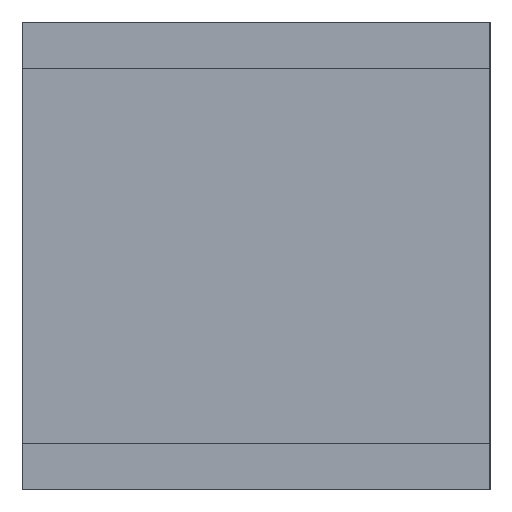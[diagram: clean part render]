
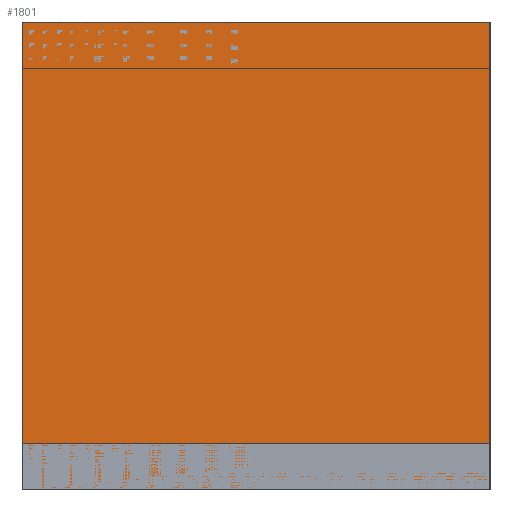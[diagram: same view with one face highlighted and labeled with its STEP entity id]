
A CAD part, left-side view. The second image highlights one B-rep face of the part: STEP entity #1801.
In plain terms, the highlighted planar face has unit normal (-1, 0, 0).
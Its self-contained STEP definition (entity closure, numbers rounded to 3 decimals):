
#1801 = ADVANCED_FACE('',(#1802),#1816,.F.);
#1802 = FACE_BOUND('',#1803,.F.);
#1803 = EDGE_LOOP('',(#1804,#1839,#1867,#1895));
#1804 = ORIENTED_EDGE('',*,*,#1805,.F.);
#1805 = EDGE_CURVE('',#1806,#1808,#1810,.T.);
#1806 = VERTEX_POINT('',#1807);
#1807 = CARTESIAN_POINT('',(0.,0.,0.));
#1808 = VERTEX_POINT('',#1809);
#1809 = CARTESIAN_POINT('',(0.,0.,0.5));
#1810 = SURFACE_CURVE('',#1811,(#1815,#1827),.PCURVE_S1.);
#1811 = LINE('',#1812,#1813);
#1812 = CARTESIAN_POINT('',(0.,0.,0.));
#1813 = VECTOR('',#1814,1.);
#1814 = DIRECTION('',(0.,0.,1.));
#1815 = PCURVE('',#1816,#1821);
#1816 = PLANE('',#1817);
#1817 = AXIS2_PLACEMENT_3D('',#1818,#1819,#1820);
#1818 = CARTESIAN_POINT('',(0.,0.,0.));
#1819 = DIRECTION('',(1.,0.,-0.));
#1820 = DIRECTION('',(0.,0.,1.));
#1821 = DEFINITIONAL_REPRESENTATION('',(#1822),#1826);
#1822 = LINE('',#1823,#1824);
#1823 = CARTESIAN_POINT('',(0.,0.));
#1824 = VECTOR('',#1825,1.);
#1825 = DIRECTION('',(1.,0.));
#1826 = ( GEOMETRIC_REPRESENTATION_CONTEXT(2) 
PARAMETRIC_REPRESENTATION_CONTEXT() REPRESENTATION_CONTEXT('2D SPACE',''
  ) );
#1827 = PCURVE('',#1828,#1833);
#1828 = PLANE('',#1829);
#1829 = AXIS2_PLACEMENT_3D('',#1830,#1831,#1832);
#1830 = CARTESIAN_POINT('',(0.,0.,0.));
#1831 = DIRECTION('',(-0.,1.,0.));
#1832 = DIRECTION('',(0.,0.,1.));
#1833 = DEFINITIONAL_REPRESENTATION('',(#1834),#1838);
#1834 = LINE('',#1835,#1836);
#1835 = CARTESIAN_POINT('',(0.,0.));
#1836 = VECTOR('',#1837,1.);
#1837 = DIRECTION('',(1.,0.));
#1838 = ( GEOMETRIC_REPRESENTATION_CONTEXT(2) 
PARAMETRIC_REPRESENTATION_CONTEXT() REPRESENTATION_CONTEXT('2D SPACE',''
  ) );
#1839 = ORIENTED_EDGE('',*,*,#1840,.T.);
#1840 = EDGE_CURVE('',#1806,#1841,#1843,.T.);
#1841 = VERTEX_POINT('',#1842);
#1842 = CARTESIAN_POINT('',(0.,0.5,0.));
#1843 = SURFACE_CURVE('',#1844,(#1848,#1855),.PCURVE_S1.);
#1844 = LINE('',#1845,#1846);
#1845 = CARTESIAN_POINT('',(0.,0.,0.));
#1846 = VECTOR('',#1847,1.);
#1847 = DIRECTION('',(-0.,1.,0.));
#1848 = PCURVE('',#1816,#1849);
#1849 = DEFINITIONAL_REPRESENTATION('',(#1850),#1854);
#1850 = LINE('',#1851,#1852);
#1851 = CARTESIAN_POINT('',(0.,0.));
#1852 = VECTOR('',#1853,1.);
#1853 = DIRECTION('',(0.,-1.));
#1854 = ( GEOMETRIC_REPRESENTATION_CONTEXT(2) 
PARAMETRIC_REPRESENTATION_CONTEXT() REPRESENTATION_CONTEXT('2D SPACE',''
  ) );
#1855 = PCURVE('',#1856,#1861);
#1856 = PLANE('',#1857);
#1857 = AXIS2_PLACEMENT_3D('',#1858,#1859,#1860);
#1858 = CARTESIAN_POINT('',(0.,0.,0.));
#1859 = DIRECTION('',(0.,0.,1.));
#1860 = DIRECTION('',(1.,0.,-0.));
#1861 = DEFINITIONAL_REPRESENTATION('',(#1862),#1866);
#1862 = LINE('',#1863,#1864);
#1863 = CARTESIAN_POINT('',(0.,0.));
#1864 = VECTOR('',#1865,1.);
#1865 = DIRECTION('',(0.,1.));
#1866 = ( GEOMETRIC_REPRESENTATION_CONTEXT(2) 
PARAMETRIC_REPRESENTATION_CONTEXT() REPRESENTATION_CONTEXT('2D SPACE',''
  ) );
#1867 = ORIENTED_EDGE('',*,*,#1868,.T.);
#1868 = EDGE_CURVE('',#1841,#1869,#1871,.T.);
#1869 = VERTEX_POINT('',#1870);
#1870 = CARTESIAN_POINT('',(0.,0.5,0.5));
#1871 = SURFACE_CURVE('',#1872,(#1876,#1883),.PCURVE_S1.);
#1872 = LINE('',#1873,#1874);
#1873 = CARTESIAN_POINT('',(0.,0.5,0.));
#1874 = VECTOR('',#1875,1.);
#1875 = DIRECTION('',(0.,0.,1.));
#1876 = PCURVE('',#1816,#1877);
#1877 = DEFINITIONAL_REPRESENTATION('',(#1878),#1882);
#1878 = LINE('',#1879,#1880);
#1879 = CARTESIAN_POINT('',(0.,-0.5));
#1880 = VECTOR('',#1881,1.);
#1881 = DIRECTION('',(1.,0.));
#1882 = ( GEOMETRIC_REPRESENTATION_CONTEXT(2) 
PARAMETRIC_REPRESENTATION_CONTEXT() REPRESENTATION_CONTEXT('2D SPACE',''
  ) );
#1883 = PCURVE('',#1884,#1889);
#1884 = PLANE('',#1885);
#1885 = AXIS2_PLACEMENT_3D('',#1886,#1887,#1888);
#1886 = CARTESIAN_POINT('',(0.,0.5,0.));
#1887 = DIRECTION('',(-0.,1.,0.));
#1888 = DIRECTION('',(0.,0.,1.));
#1889 = DEFINITIONAL_REPRESENTATION('',(#1890),#1894);
#1890 = LINE('',#1891,#1892);
#1891 = CARTESIAN_POINT('',(0.,0.));
#1892 = VECTOR('',#1893,1.);
#1893 = DIRECTION('',(1.,0.));
#1894 = ( GEOMETRIC_REPRESENTATION_CONTEXT(2) 
PARAMETRIC_REPRESENTATION_CONTEXT() REPRESENTATION_CONTEXT('2D SPACE',''
  ) );
#1895 = ORIENTED_EDGE('',*,*,#1896,.F.);
#1896 = EDGE_CURVE('',#1808,#1869,#1897,.T.);
#1897 = SURFACE_CURVE('',#1898,(#1902,#1909),.PCURVE_S1.);
#1898 = LINE('',#1899,#1900);
#1899 = CARTESIAN_POINT('',(0.,0.,0.5));
#1900 = VECTOR('',#1901,1.);
#1901 = DIRECTION('',(-0.,1.,0.));
#1902 = PCURVE('',#1816,#1903);
#1903 = DEFINITIONAL_REPRESENTATION('',(#1904),#1908);
#1904 = LINE('',#1905,#1906);
#1905 = CARTESIAN_POINT('',(0.5,0.));
#1906 = VECTOR('',#1907,1.);
#1907 = DIRECTION('',(0.,-1.));
#1908 = ( GEOMETRIC_REPRESENTATION_CONTEXT(2) 
PARAMETRIC_REPRESENTATION_CONTEXT() REPRESENTATION_CONTEXT('2D SPACE',''
  ) );
#1909 = PCURVE('',#1910,#1915);
#1910 = PLANE('',#1911);
#1911 = AXIS2_PLACEMENT_3D('',#1912,#1913,#1914);
#1912 = CARTESIAN_POINT('',(0.,0.,0.5));
#1913 = DIRECTION('',(0.,0.,1.));
#1914 = DIRECTION('',(1.,0.,-0.));
#1915 = DEFINITIONAL_REPRESENTATION('',(#1916),#1920);
#1916 = LINE('',#1917,#1918);
#1917 = CARTESIAN_POINT('',(0.,0.));
#1918 = VECTOR('',#1919,1.);
#1919 = DIRECTION('',(0.,1.));
#1920 = ( GEOMETRIC_REPRESENTATION_CONTEXT(2) 
PARAMETRIC_REPRESENTATION_CONTEXT() REPRESENTATION_CONTEXT('2D SPACE',''
  ) );
